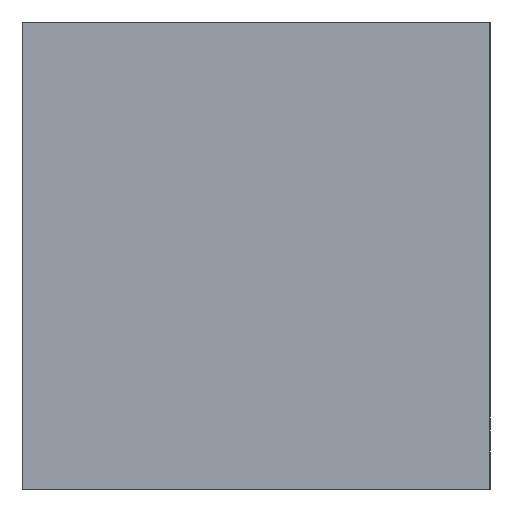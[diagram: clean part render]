
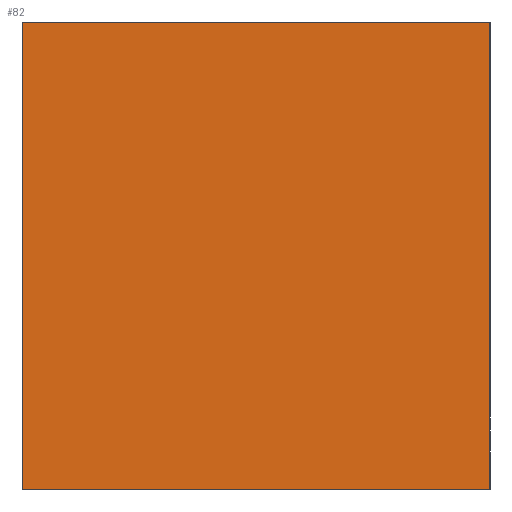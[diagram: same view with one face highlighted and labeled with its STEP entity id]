
A CAD part, left-side view. The second image highlights one B-rep face of the part: STEP entity #82.
In plain terms, the highlighted planar face has unit normal (-1, 0, 0).
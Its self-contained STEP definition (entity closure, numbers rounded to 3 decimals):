
#33 = DIRECTION ( 'NONE',  ( 0., 0., 1. ) ) ;
#38 = LINE ( 'NONE', #873, #307 ) ;
#46 = EDGE_CURVE ( 'NONE', #863, #334, #104, .T. ) ;
#77 = LINE ( 'NONE', #450, #1026 ) ;
#82 = ADVANCED_FACE ( 'NONE', ( #574 ), #657, .F. ) ;
#104 = LINE ( 'NONE', #955, #437 ) ;
#188 = CARTESIAN_POINT ( 'NONE',  ( 0., 0., 0. ) ) ;
#258 = CARTESIAN_POINT ( 'NONE',  ( 0., 0., 16. ) ) ;
#287 = DIRECTION ( 'NONE',  ( 0., 0., -1. ) ) ;
#307 = VECTOR ( 'NONE', #609, 1000. ) ;
#308 = VECTOR ( 'NONE', #695, 1000. ) ;
#334 = VERTEX_POINT ( 'NONE', #258 ) ;
#356 = DIRECTION ( 'NONE',  ( 0., -1., 0. ) ) ;
#367 = VERTEX_POINT ( 'NONE', #1107 ) ;
#405 = VERTEX_POINT ( 'NONE', #1035 ) ;
#437 = VECTOR ( 'NONE', #33, 1000. ) ;
#450 = CARTESIAN_POINT ( 'NONE',  ( 0., 16., 0. ) ) ;
#480 = DIRECTION ( 'NONE',  ( 1., 0., 0. ) ) ;
#572 = EDGE_CURVE ( 'NONE', #405, #334, #38, .T. ) ;
#574 = FACE_OUTER_BOUND ( 'NONE', #838, .T. ) ;
#580 = ORIENTED_EDGE ( 'NONE', *, *, #1083, .F. ) ;
#609 = DIRECTION ( 'NONE',  ( 0., -1., 0. ) ) ;
#657 = PLANE ( 'NONE',  #714 ) ;
#677 = LINE ( 'NONE', #684, #308 ) ;
#684 = CARTESIAN_POINT ( 'NONE',  ( 0., 16., 0. ) ) ;
#695 = DIRECTION ( 'NONE',  ( 0., 0., 1. ) ) ;
#714 = AXIS2_PLACEMENT_3D ( 'NONE', #850, #480, #287 ) ;
#762 = EDGE_CURVE ( 'NONE', #367, #863, #77, .T. ) ;
#825 = ORIENTED_EDGE ( 'NONE', *, *, #46, .T. ) ;
#838 = EDGE_LOOP ( 'NONE', ( #825, #1077, #580, #1161 ) ) ;
#850 = CARTESIAN_POINT ( 'NONE',  ( 0., 16., 0. ) ) ;
#863 = VERTEX_POINT ( 'NONE', #188 ) ;
#873 = CARTESIAN_POINT ( 'NONE',  ( 0., 16., 16. ) ) ;
#955 = CARTESIAN_POINT ( 'NONE',  ( 0., 0., 0. ) ) ;
#1026 = VECTOR ( 'NONE', #356, 1000. ) ;
#1035 = CARTESIAN_POINT ( 'NONE',  ( 0., 16., 16. ) ) ;
#1077 = ORIENTED_EDGE ( 'NONE', *, *, #572, .F. ) ;
#1083 = EDGE_CURVE ( 'NONE', #367, #405, #677, .T. ) ;
#1107 = CARTESIAN_POINT ( 'NONE',  ( 0., 16., 0. ) ) ;
#1161 = ORIENTED_EDGE ( 'NONE', *, *, #762, .T. ) ;
